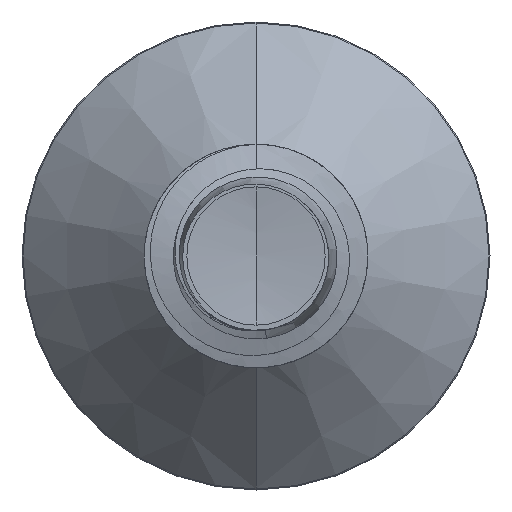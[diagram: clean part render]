
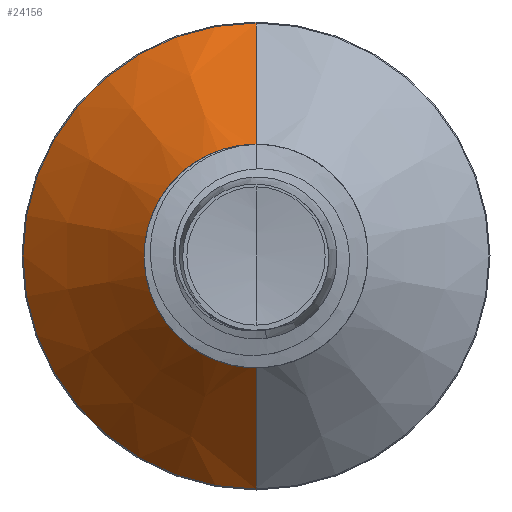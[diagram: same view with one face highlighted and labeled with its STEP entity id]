
A CAD part, front view. The second image highlights one B-rep face of the part: STEP entity #24156.
In plain terms, the highlighted conical face has half-angle 45 degrees and reference radius 0.775 mm.
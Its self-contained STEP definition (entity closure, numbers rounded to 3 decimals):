
#150 = CONICAL_SURFACE ( 'NONE', #15332, 0.775, 0.785 ) ;
#1152 = DIRECTION ( 'NONE',  ( 0., 0., 1. ) ) ;
#3221 = EDGE_CURVE ( 'NONE', #14037, #5846, #18873, .T. ) ;
#3385 = DIRECTION ( 'NONE',  ( 0., 1., 0. ) ) ;
#3526 = CARTESIAN_POINT ( 'NONE',  ( 0., 6.75, 0.775 ) ) ;
#3636 = DIRECTION ( 'NONE',  ( 0., 1., 0. ) ) ;
#4017 = ORIENTED_EDGE ( 'NONE', *, *, #3221, .T. ) ;
#4202 = VERTEX_POINT ( 'NONE', #25716 ) ;
#4442 = LINE ( 'NONE', #5216, #29777 ) ;
#4704 = EDGE_CURVE ( 'NONE', #4202, #14037, #28052, .T. ) ;
#5216 = CARTESIAN_POINT ( 'NONE',  ( 0., 6.75, -0.775 ) ) ;
#5300 = AXIS2_PLACEMENT_3D ( 'NONE', #24402, #9706, #26869 ) ;
#5787 = VECTOR ( 'NONE', #22921, 1000. ) ;
#5846 = VERTEX_POINT ( 'NONE', #22713 ) ;
#7539 = AXIS2_PLACEMENT_3D ( 'NONE', #18134, #3385, #20593 ) ;
#9317 = EDGE_LOOP ( 'NONE', ( #23134, #11086, #4017, #18567 ) ) ;
#9706 = DIRECTION ( 'NONE',  ( 0., 1., 0. ) ) ;
#10256 = CARTESIAN_POINT ( 'NONE',  ( 0., 7.643, -1.668 ) ) ;
#11086 = ORIENTED_EDGE ( 'NONE', *, *, #4704, .T. ) ;
#14037 = VERTEX_POINT ( 'NONE', #3526 ) ;
#15332 = AXIS2_PLACEMENT_3D ( 'NONE', #27836, #3636, #1152 ) ;
#15593 = EDGE_CURVE ( 'NONE', #4202, #18287, #4442, .T. ) ;
#18134 = CARTESIAN_POINT ( 'NONE',  ( 0., 6.75, 0. ) ) ;
#18287 = VERTEX_POINT ( 'NONE', #10256 ) ;
#18567 = ORIENTED_EDGE ( 'NONE', *, *, #20943, .F. ) ;
#18873 = LINE ( 'NONE', #20356, #5787 ) ;
#19946 = DIRECTION ( 'NONE',  ( 0., 0.707, -0.707 ) ) ;
#20356 = CARTESIAN_POINT ( 'NONE',  ( 0., 6.75, 0.775 ) ) ;
#20541 = FACE_OUTER_BOUND ( 'NONE', #9317, .T. ) ;
#20593 = DIRECTION ( 'NONE',  ( 0., 0., 1. ) ) ;
#20943 = EDGE_CURVE ( 'NONE', #18287, #5846, #24019, .T. ) ;
#22713 = CARTESIAN_POINT ( 'NONE',  ( 0., 7.643, 1.668 ) ) ;
#22921 = DIRECTION ( 'NONE',  ( 0., 0.707, 0.707 ) ) ;
#23134 = ORIENTED_EDGE ( 'NONE', *, *, #15593, .F. ) ;
#24019 = CIRCLE ( 'NONE', #5300, 1.668 ) ;
#24156 = ADVANCED_FACE ( 'NONE', ( #20541 ), #150, .T. ) ;
#24402 = CARTESIAN_POINT ( 'NONE',  ( 0., 7.643, 0. ) ) ;
#25716 = CARTESIAN_POINT ( 'NONE',  ( 0., 6.75, -0.775 ) ) ;
#26869 = DIRECTION ( 'NONE',  ( 0., 0., 1. ) ) ;
#27836 = CARTESIAN_POINT ( 'NONE',  ( 0., 6.75, 0. ) ) ;
#28052 = CIRCLE ( 'NONE', #7539, 0.775 ) ;
#29777 = VECTOR ( 'NONE', #19946, 1000. ) ;
